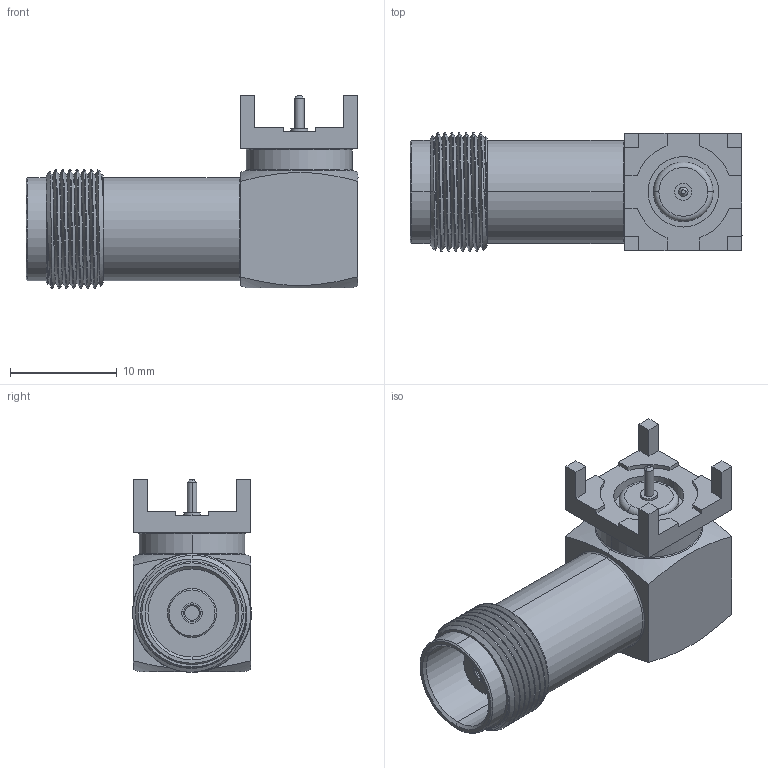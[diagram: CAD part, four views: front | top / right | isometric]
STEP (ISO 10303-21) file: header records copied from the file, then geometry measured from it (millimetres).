
FILE_DESCRIPTION (( 'STEP AP214' ), '1' );
FILE_NAME ('FMCN44256_3D.step', '2024-05-22T18:29:14', ( '' ), ( '' ), 'SwSTEP 2.0', 'SolidWorks 2022', '' );
FILE_SCHEMA (( 'AUTOMOTIVE_DESIGN' ));
Length unit declared in the file: inch
Products named in the file (1): FMCN44256_3D
Bounding box: 31.1 x 11.11 x 18.06 mm (x, y, z)
Volume: 2861.2 mm3; surface area: 2129.2 mm2
Topology: 1 solids, 1 shells, 138 faces, 356 edges, 231 vertices
Faces by surface type: plane 57, cylinder 48, cone 22, torus 8, bspline 3
Entity records: 6335 total; most frequent: CARTESIAN_POINT 3093, ORIENTED_EDGE 712, DIRECTION 623, EDGE_CURVE 356, VERTEX_POINT 231, AXIS2_PLACEMENT_3D 229, LINE 165, VECTOR 165
